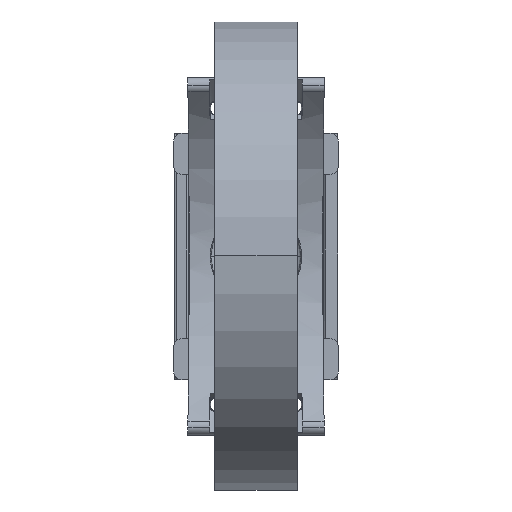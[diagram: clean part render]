
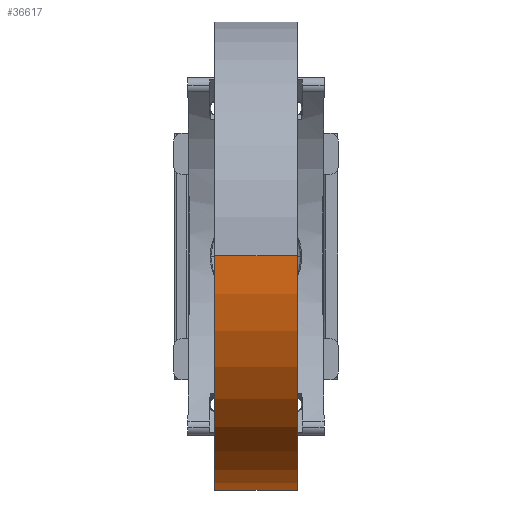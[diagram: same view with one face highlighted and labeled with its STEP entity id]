
A CAD part, top view. The second image highlights one B-rep face of the part: STEP entity #36617.
In plain terms, the highlighted cylindrical face has radius 57.063 mm (diameter 114.126 mm), a partial arc.
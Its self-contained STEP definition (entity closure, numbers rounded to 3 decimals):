
#351 = DIRECTION ( 'NONE',  ( 0., 0., -1. ) ) ;
#1361 = CARTESIAN_POINT ( 'NONE',  ( 10., 0., 0. ) ) ;
#1537 = CARTESIAN_POINT ( 'NONE',  ( -10., 0., 57.063 ) ) ;
#1911 = FACE_OUTER_BOUND ( 'NONE', #23776, .T. ) ;
#4097 = DIRECTION ( 'NONE',  ( -1., 0., 0. ) ) ;
#4623 = DIRECTION ( 'NONE',  ( 0., 0., -1. ) ) ;
#5609 = CARTESIAN_POINT ( 'NONE',  ( 10., 0., 57.063 ) ) ;
#6617 = CIRCLE ( 'NONE', #22716, 57.063 ) ;
#7451 = VECTOR ( 'NONE', #4097, 1000. ) ;
#8230 = CARTESIAN_POINT ( 'NONE',  ( 10., 0., 57.063 ) ) ;
#8778 = CIRCLE ( 'NONE', #17737, 57.063 ) ;
#9491 = CARTESIAN_POINT ( 'NONE',  ( 10., -48.237, -30.486 ) ) ;
#9846 = ORIENTED_EDGE ( 'NONE', *, *, #10743, .T. ) ;
#10743 = EDGE_CURVE ( 'NONE', #12165, #28038, #6617, .T. ) ;
#12165 = VERTEX_POINT ( 'NONE', #1537 ) ;
#12782 = DIRECTION ( 'NONE',  ( 0., 0., 1. ) ) ;
#14902 = EDGE_CURVE ( 'NONE', #19283, #12165, #28955, .T. ) ;
#14929 = CARTESIAN_POINT ( 'NONE',  ( 10., 0., 0. ) ) ;
#15294 = DIRECTION ( 'NONE',  ( 1., 0., 0. ) ) ;
#17737 = AXIS2_PLACEMENT_3D ( 'NONE', #14929, #15294, #351 ) ;
#19283 = VERTEX_POINT ( 'NONE', #8230 ) ;
#22716 = AXIS2_PLACEMENT_3D ( 'NONE', #27976, #30226, #4623 ) ;
#23776 = EDGE_LOOP ( 'NONE', ( #30904, #26785, #9846, #35657 ) ) ;
#26322 = DIRECTION ( 'NONE',  ( -1., 0., 0. ) ) ;
#26785 = ORIENTED_EDGE ( 'NONE', *, *, #14902, .T. ) ;
#26895 = CARTESIAN_POINT ( 'NONE',  ( 10., -48.237, -30.486 ) ) ;
#27976 = CARTESIAN_POINT ( 'NONE',  ( -10., 0., 0. ) ) ;
#28038 = VERTEX_POINT ( 'NONE', #33409 ) ;
#28644 = EDGE_CURVE ( 'NONE', #30533, #28038, #35704, .T. ) ;
#28955 = LINE ( 'NONE', #5609, #33032 ) ;
#29775 = CYLINDRICAL_SURFACE ( 'NONE', #36290, 57.063 ) ;
#30226 = DIRECTION ( 'NONE',  ( 1., 0., 0. ) ) ;
#30533 = VERTEX_POINT ( 'NONE', #9491 ) ;
#30904 = ORIENTED_EDGE ( 'NONE', *, *, #35224, .F. ) ;
#32598 = DIRECTION ( 'NONE',  ( -1., 0., 0. ) ) ;
#33032 = VECTOR ( 'NONE', #26322, 1000. ) ;
#33409 = CARTESIAN_POINT ( 'NONE',  ( -10., -48.237, -30.486 ) ) ;
#35224 = EDGE_CURVE ( 'NONE', #19283, #30533, #8778, .T. ) ;
#35657 = ORIENTED_EDGE ( 'NONE', *, *, #28644, .F. ) ;
#35704 = LINE ( 'NONE', #26895, #7451 ) ;
#36290 = AXIS2_PLACEMENT_3D ( 'NONE', #1361, #32598, #12782 ) ;
#36617 = ADVANCED_FACE ( 'NONE', ( #1911 ), #29775, .T. ) ;
